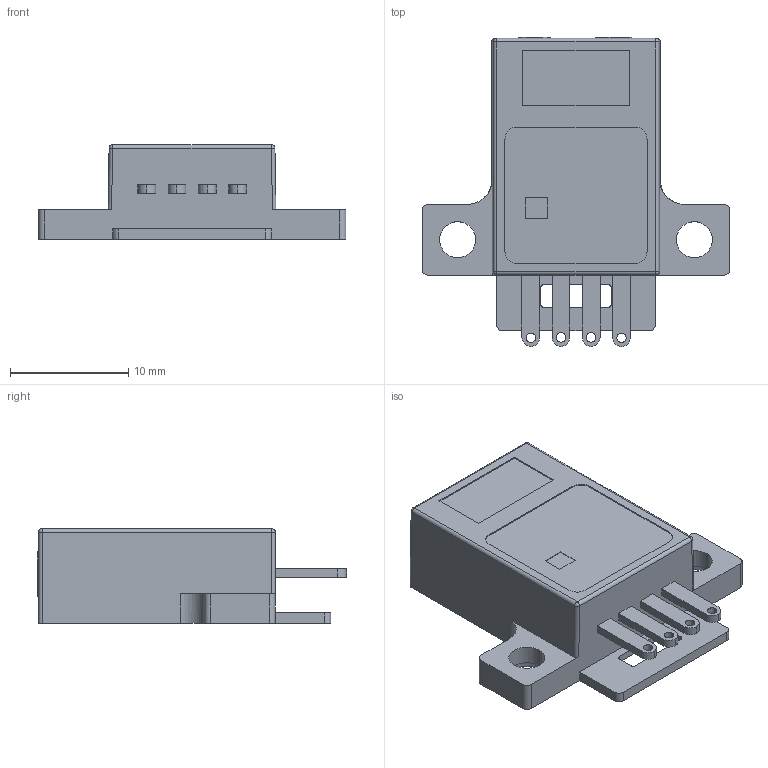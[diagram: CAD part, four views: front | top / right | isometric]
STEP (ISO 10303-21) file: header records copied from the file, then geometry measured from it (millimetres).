
FILE_DESCRIPTION (( 'STEP AP214' ), '1' );
FILE_NAME ('PXPEMP2-410N-E_3D.STEP', '2022-11-02T21:35:14', ( '' ), ( '' ), 'SwSTEP 2.0', 'SolidWorks 2022', '' );
FILE_SCHEMA (( 'AUTOMOTIVE_DESIGN' ));
Length unit declared in the file: inch
Products named in the file (1): PXPEMP2-410N-E_3D
Bounding box: 26 x 26.14 x 8 mm (x, y, z)
Volume: 839.4 mm3; surface area: 2459.2 mm2
Topology: 1 solids, 2 shells, 136 faces, 350 edges, 228 vertices
Faces by surface type: plane 80, cylinder 52, sphere 4
Entity records: 4178 total; most frequent: CARTESIAN_POINT 737, DIRECTION 710, ORIENTED_EDGE 696, EDGE_CURVE 348, VECTOR 244, LINE 244, AXIS2_PLACEMENT_3D 233, VERTEX_POINT 228
